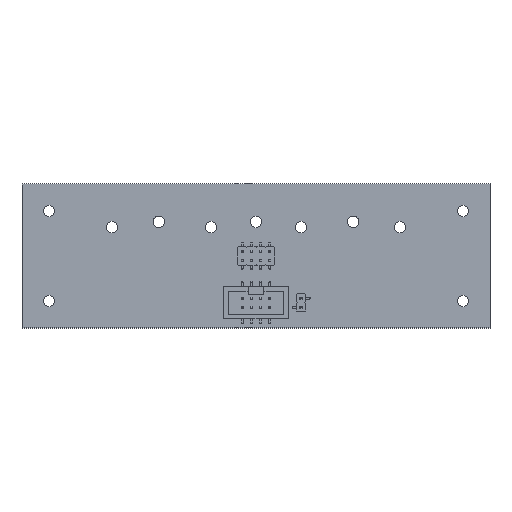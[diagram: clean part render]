
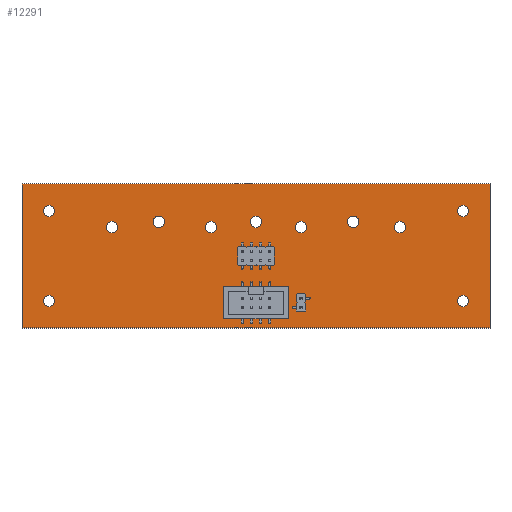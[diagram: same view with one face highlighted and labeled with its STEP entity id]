
A CAD part, top view. The second image highlights one B-rep face of the part: STEP entity #12291.
In plain terms, the highlighted planar face has unit normal (0, 0, 1).
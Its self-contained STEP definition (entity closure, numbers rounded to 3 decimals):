
#12058 = VERTEX_POINT('',#12059);
#12059 = CARTESIAN_POINT('',(220.,-100.,1.6));
#12065 = EDGE_CURVE('',#12058,#12066,#12068,.T.);
#12066 = VERTEX_POINT('',#12067);
#12067 = CARTESIAN_POINT('',(90.,-100.,1.6));
#12068 = LINE('',#12069,#12070);
#12069 = CARTESIAN_POINT('',(220.,-100.,1.6));
#12070 = VECTOR('',#12071,1.);
#12071 = DIRECTION('',(-1.,0.,0.));
#12098 = VERTEX_POINT('',#12099);
#12099 = CARTESIAN_POINT('',(220.,-60.,1.6));
#12105 = EDGE_CURVE('',#12098,#12058,#12106,.T.);
#12106 = LINE('',#12107,#12108);
#12107 = CARTESIAN_POINT('',(220.,-60.,1.6));
#12108 = VECTOR('',#12109,1.);
#12109 = DIRECTION('',(0.,-1.,0.));
#12127 = EDGE_CURVE('',#12066,#12128,#12130,.T.);
#12128 = VERTEX_POINT('',#12129);
#12129 = CARTESIAN_POINT('',(90.,-60.,1.6));
#12130 = LINE('',#12131,#12132);
#12131 = CARTESIAN_POINT('',(90.,-100.,1.6));
#12132 = VECTOR('',#12133,1.);
#12133 = DIRECTION('',(0.,1.,0.));
#12291 = ADVANCED_FACE('',(#12292,#12303,#12314,#12325,#12336,#12347,
    #12358,#12369,#12380,#12391,#12402,#12413),#12424,.T.);
#12292 = FACE_BOUND('',#12293,.T.);
#12293 = EDGE_LOOP('',(#12294,#12295,#12296,#12302));
#12294 = ORIENTED_EDGE('',*,*,#12065,.F.);
#12295 = ORIENTED_EDGE('',*,*,#12105,.F.);
#12296 = ORIENTED_EDGE('',*,*,#12297,.F.);
#12297 = EDGE_CURVE('',#12128,#12098,#12298,.T.);
#12298 = LINE('',#12299,#12300);
#12299 = CARTESIAN_POINT('',(90.,-60.,1.6));
#12300 = VECTOR('',#12301,1.);
#12301 = DIRECTION('',(1.,0.,0.));
#12302 = ORIENTED_EDGE('',*,*,#12127,.F.);
#12303 = FACE_BOUND('',#12304,.T.);
#12304 = EDGE_LOOP('',(#12305));
#12305 = ORIENTED_EDGE('',*,*,#12306,.T.);
#12306 = EDGE_CURVE('',#12307,#12307,#12309,.T.);
#12307 = VERTEX_POINT('',#12308);
#12308 = CARTESIAN_POINT('',(97.5,-94.1,1.6));
#12309 = CIRCLE('',#12310,1.6);
#12310 = AXIS2_PLACEMENT_3D('',#12311,#12312,#12313);
#12311 = CARTESIAN_POINT('',(97.5,-92.5,1.6));
#12312 = DIRECTION('',(-0.,0.,-1.));
#12313 = DIRECTION('',(-0.,-1.,0.));
#12314 = FACE_BOUND('',#12315,.T.);
#12315 = EDGE_LOOP('',(#12316));
#12316 = ORIENTED_EDGE('',*,*,#12317,.T.);
#12317 = EDGE_CURVE('',#12318,#12318,#12320,.T.);
#12318 = VERTEX_POINT('',#12319);
#12319 = CARTESIAN_POINT('',(212.5,-94.1,1.6));
#12320 = CIRCLE('',#12321,1.6);
#12321 = AXIS2_PLACEMENT_3D('',#12322,#12323,#12324);
#12322 = CARTESIAN_POINT('',(212.5,-92.5,1.6));
#12323 = DIRECTION('',(-0.,0.,-1.));
#12324 = DIRECTION('',(-0.,-1.,0.));
#12325 = FACE_BOUND('',#12326,.T.);
#12326 = EDGE_LOOP('',(#12327));
#12327 = ORIENTED_EDGE('',*,*,#12328,.T.);
#12328 = EDGE_CURVE('',#12329,#12329,#12331,.T.);
#12329 = VERTEX_POINT('',#12330);
#12330 = CARTESIAN_POINT('',(115.,-73.6,1.6));
#12331 = CIRCLE('',#12332,1.6);
#12332 = AXIS2_PLACEMENT_3D('',#12333,#12334,#12335);
#12333 = CARTESIAN_POINT('',(115.,-72.,1.6));
#12334 = DIRECTION('',(-0.,0.,-1.));
#12335 = DIRECTION('',(-0.,-1.,0.));
#12336 = FACE_BOUND('',#12337,.T.);
#12337 = EDGE_LOOP('',(#12338));
#12338 = ORIENTED_EDGE('',*,*,#12339,.T.);
#12339 = EDGE_CURVE('',#12340,#12340,#12342,.T.);
#12340 = VERTEX_POINT('',#12341);
#12341 = CARTESIAN_POINT('',(97.5,-69.1,1.6));
#12342 = CIRCLE('',#12343,1.6);
#12343 = AXIS2_PLACEMENT_3D('',#12344,#12345,#12346);
#12344 = CARTESIAN_POINT('',(97.5,-67.5,1.6));
#12345 = DIRECTION('',(-0.,0.,-1.));
#12346 = DIRECTION('',(-0.,-1.,0.));
#12347 = FACE_BOUND('',#12348,.T.);
#12348 = EDGE_LOOP('',(#12349));
#12349 = ORIENTED_EDGE('',*,*,#12350,.T.);
#12350 = EDGE_CURVE('',#12351,#12351,#12353,.T.);
#12351 = VERTEX_POINT('',#12352);
#12352 = CARTESIAN_POINT('',(128.,-72.1,1.6));
#12353 = CIRCLE('',#12354,1.6);
#12354 = AXIS2_PLACEMENT_3D('',#12355,#12356,#12357);
#12355 = CARTESIAN_POINT('',(128.,-70.5,1.6));
#12356 = DIRECTION('',(-0.,0.,-1.));
#12357 = DIRECTION('',(-0.,-1.,0.));
#12358 = FACE_BOUND('',#12359,.T.);
#12359 = EDGE_LOOP('',(#12360));
#12360 = ORIENTED_EDGE('',*,*,#12361,.T.);
#12361 = EDGE_CURVE('',#12362,#12362,#12364,.T.);
#12362 = VERTEX_POINT('',#12363);
#12363 = CARTESIAN_POINT('',(142.5,-73.6,1.6));
#12364 = CIRCLE('',#12365,1.6);
#12365 = AXIS2_PLACEMENT_3D('',#12366,#12367,#12368);
#12366 = CARTESIAN_POINT('',(142.5,-72.,1.6));
#12367 = DIRECTION('',(-0.,0.,-1.));
#12368 = DIRECTION('',(-0.,-1.,0.));
#12369 = FACE_BOUND('',#12370,.T.);
#12370 = EDGE_LOOP('',(#12371));
#12371 = ORIENTED_EDGE('',*,*,#12372,.T.);
#12372 = EDGE_CURVE('',#12373,#12373,#12375,.T.);
#12373 = VERTEX_POINT('',#12374);
#12374 = CARTESIAN_POINT('',(167.5,-73.6,1.6));
#12375 = CIRCLE('',#12376,1.6);
#12376 = AXIS2_PLACEMENT_3D('',#12377,#12378,#12379);
#12377 = CARTESIAN_POINT('',(167.5,-72.,1.6));
#12378 = DIRECTION('',(-0.,0.,-1.));
#12379 = DIRECTION('',(-0.,-1.,0.));
#12380 = FACE_BOUND('',#12381,.T.);
#12381 = EDGE_LOOP('',(#12382));
#12382 = ORIENTED_EDGE('',*,*,#12383,.T.);
#12383 = EDGE_CURVE('',#12384,#12384,#12386,.T.);
#12384 = VERTEX_POINT('',#12385);
#12385 = CARTESIAN_POINT('',(155.,-72.1,1.6));
#12386 = CIRCLE('',#12387,1.6);
#12387 = AXIS2_PLACEMENT_3D('',#12388,#12389,#12390);
#12388 = CARTESIAN_POINT('',(155.,-70.5,1.6));
#12389 = DIRECTION('',(-0.,0.,-1.));
#12390 = DIRECTION('',(-0.,-1.,0.));
#12391 = FACE_BOUND('',#12392,.T.);
#12392 = EDGE_LOOP('',(#12393));
#12393 = ORIENTED_EDGE('',*,*,#12394,.T.);
#12394 = EDGE_CURVE('',#12395,#12395,#12397,.T.);
#12395 = VERTEX_POINT('',#12396);
#12396 = CARTESIAN_POINT('',(182.,-72.1,1.6));
#12397 = CIRCLE('',#12398,1.6);
#12398 = AXIS2_PLACEMENT_3D('',#12399,#12400,#12401);
#12399 = CARTESIAN_POINT('',(182.,-70.5,1.6));
#12400 = DIRECTION('',(-0.,0.,-1.));
#12401 = DIRECTION('',(-0.,-1.,0.));
#12402 = FACE_BOUND('',#12403,.T.);
#12403 = EDGE_LOOP('',(#12404));
#12404 = ORIENTED_EDGE('',*,*,#12405,.T.);
#12405 = EDGE_CURVE('',#12406,#12406,#12408,.T.);
#12406 = VERTEX_POINT('',#12407);
#12407 = CARTESIAN_POINT('',(195.,-73.6,1.6));
#12408 = CIRCLE('',#12409,1.6);
#12409 = AXIS2_PLACEMENT_3D('',#12410,#12411,#12412);
#12410 = CARTESIAN_POINT('',(195.,-72.,1.6));
#12411 = DIRECTION('',(-0.,0.,-1.));
#12412 = DIRECTION('',(-0.,-1.,0.));
#12413 = FACE_BOUND('',#12414,.T.);
#12414 = EDGE_LOOP('',(#12415));
#12415 = ORIENTED_EDGE('',*,*,#12416,.T.);
#12416 = EDGE_CURVE('',#12417,#12417,#12419,.T.);
#12417 = VERTEX_POINT('',#12418);
#12418 = CARTESIAN_POINT('',(212.5,-69.1,1.6));
#12419 = CIRCLE('',#12420,1.6);
#12420 = AXIS2_PLACEMENT_3D('',#12421,#12422,#12423);
#12421 = CARTESIAN_POINT('',(212.5,-67.5,1.6));
#12422 = DIRECTION('',(-0.,0.,-1.));
#12423 = DIRECTION('',(-0.,-1.,0.));
#12424 = PLANE('',#12425);
#12425 = AXIS2_PLACEMENT_3D('',#12426,#12427,#12428);
#12426 = CARTESIAN_POINT('',(0.,0.,1.6));
#12427 = DIRECTION('',(0.,0.,1.));
#12428 = DIRECTION('',(1.,0.,-0.));
